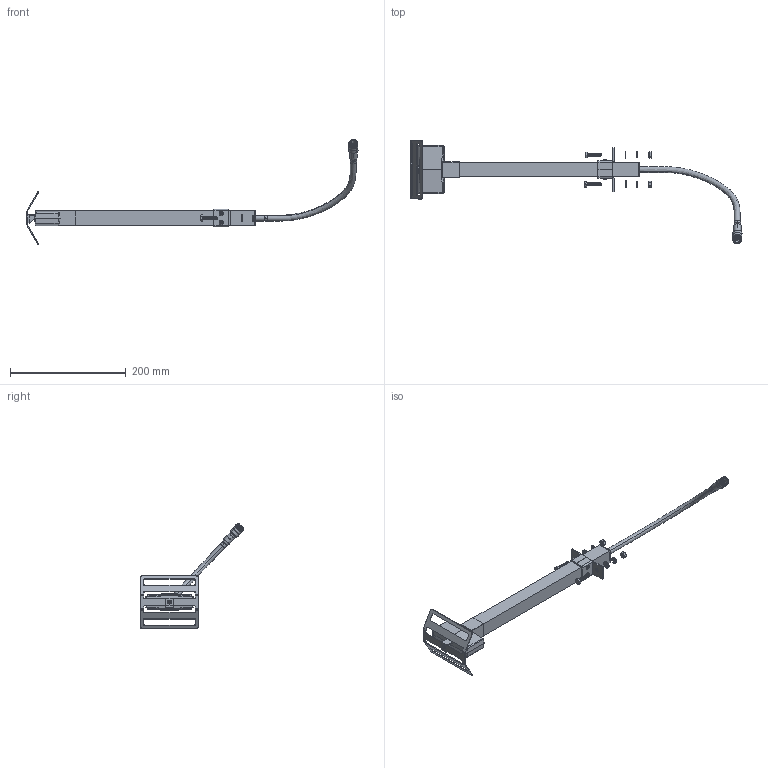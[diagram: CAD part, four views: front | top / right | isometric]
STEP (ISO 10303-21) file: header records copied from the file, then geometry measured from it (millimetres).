
FILE_DESCRIPTION (( 'STEP AP214' ), '1' );
FILE_NAME ('HGFH-224EG-NF.STEP', '2013-08-21T13:57:59', ( 'L-Com' ), ( 'L-Com Global Connectivity' ), 'SwSTEP 2.0', 'SolidWorks 2012', '' );
FILE_SCHEMA (( 'AUTOMOTIVE_DESIGN' ));
Length unit declared in the file: inch
Products named in the file (11): Grid-1_LockWasher; Grid-1_hexnut; Grid-1_FlatWasher; .25-20x1.0 Bolt-hex; HEATSH-HEX_400Black; ANF-1406; ANF-1406_CENTERPIN; ANF-1406_BODY; HGFH-224EG-NF_Coax; HGFH-224EG_Feed Horn; HGFH-224EG-NF
Assembly tree (14 placements, depth 3):
  HGFH-224EG-NF
    HGFH-224EG_Feed Horn
    HGFH-224EG-NF_Coax
    ANF-1406
      ANF-1406_BODY
      ANF-1406_CENTERPIN
    HEATSH-HEX_400Black
    .25-20x1.0 Bolt-hex  x2
    Grid-1_FlatWasher  x2
    Grid-1_hexnut  x2
    Grid-1_LockWasher  x2
Bounding box: 574 x 179.41 x 181.74 mm (x, y, z)
Volume: 178118.6 mm3; surface area: 117484 mm2
Topology: 16 solids, 17 shells, 746 faces, 1683 edges, 990 vertices
Faces by surface type: cone 316, plane 223, cylinder 143, torus 54, sphere 8, bspline 2
Entity records: 22922 total; most frequent: CARTESIAN_POINT 3601, DIRECTION 2869, ORIENTED_EDGE 2590, EDGE_CURVE 1295, AXIS2_PLACEMENT_3D 1093, VERTEX_POINT 780, VECTOR 683, LINE 683
